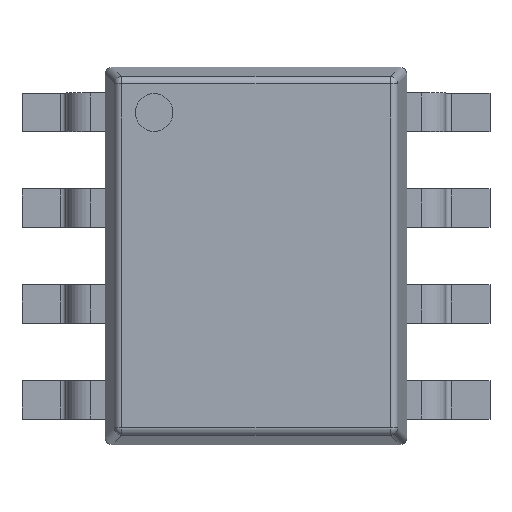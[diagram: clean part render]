
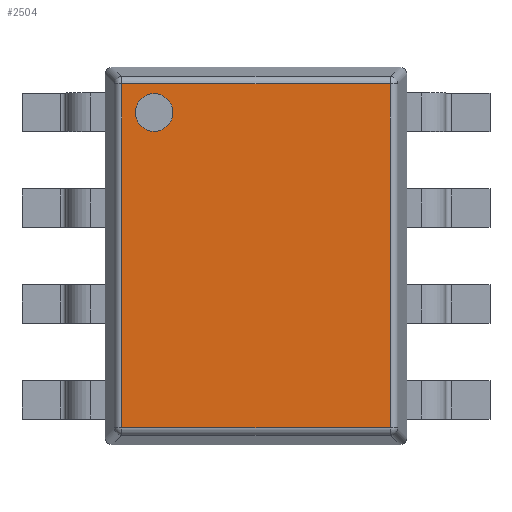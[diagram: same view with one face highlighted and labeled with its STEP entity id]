
A CAD part, top view. The second image highlights one B-rep face of the part: STEP entity #2504.
In plain terms, the highlighted planar face has unit normal (0, 0, 1).
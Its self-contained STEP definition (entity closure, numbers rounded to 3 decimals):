
#93=FACE_BOUND('',#362,.T.);
#106=PLANE('',#2784);
#211=FACE_OUTER_BOUND('',#361,.T.);
#361=EDGE_LOOP('',(#1745,#1746,#1747,#1748));
#362=EDGE_LOOP('',(#1749));
#518=LINE('',#3890,#783);
#519=LINE('',#3892,#784);
#520=LINE('',#3894,#785);
#521=LINE('',#3895,#786);
#783=VECTOR('',#3082,3.557);
#784=VECTOR('',#3083,4.557);
#785=VECTOR('',#3084,3.557);
#786=VECTOR('',#3085,4.557);
#1037=CIRCLE('',#2774,0.25);
#1127=VERTEX_POINT('',#3852);
#1141=VERTEX_POINT('',#3888);
#1142=VERTEX_POINT('',#3889);
#1143=VERTEX_POINT('',#3891);
#1144=VERTEX_POINT('',#3893);
#1361=EDGE_CURVE('',#1127,#1127,#1037,.T.);
#1378=EDGE_CURVE('',#1141,#1142,#518,.T.);
#1379=EDGE_CURVE('',#1142,#1143,#519,.T.);
#1380=EDGE_CURVE('',#1143,#1144,#520,.T.);
#1381=EDGE_CURVE('',#1144,#1141,#521,.T.);
#1745=ORIENTED_EDGE('',*,*,#1378,.T.);
#1746=ORIENTED_EDGE('',*,*,#1379,.T.);
#1747=ORIENTED_EDGE('',*,*,#1380,.T.);
#1748=ORIENTED_EDGE('',*,*,#1381,.T.);
#1749=ORIENTED_EDGE('',*,*,#1361,.F.);
#2504=ADVANCED_FACE('',(#211,#93),#106,.T.);
#2774=AXIS2_PLACEMENT_3D('',#3853,#3049,#3050);
#2784=AXIS2_PLACEMENT_3D('',#3887,#3080,#3081);
#3049=DIRECTION('center_axis',(0.,0.,1.));
#3050=DIRECTION('ref_axis',(1.,0.,0.));
#3080=DIRECTION('center_axis',(0.,0.,1.));
#3081=DIRECTION('ref_axis',(0.619,-0.785,0.));
#3082=DIRECTION('',(1.,0.,0.));
#3083=DIRECTION('',(0.,1.,0.));
#3084=DIRECTION('',(-1.,0.,0.));
#3085=DIRECTION('',(0.,-1.,0.));
#3852=CARTESIAN_POINT('',(-1.6,1.9,1.805));
#3853=CARTESIAN_POINT('Origin',(-1.35,1.9,1.805));
#3887=CARTESIAN_POINT('Origin',(-1.862,2.362,1.805));
#3888=CARTESIAN_POINT('',(-1.779,-2.279,1.805));
#3889=CARTESIAN_POINT('',(1.779,-2.279,1.805));
#3890=CARTESIAN_POINT('',(-1.779,-2.279,1.805));
#3891=CARTESIAN_POINT('',(1.779,2.279,1.805));
#3892=CARTESIAN_POINT('',(1.779,-2.279,1.805));
#3893=CARTESIAN_POINT('',(-1.779,2.279,1.805));
#3894=CARTESIAN_POINT('',(1.779,2.279,1.805));
#3895=CARTESIAN_POINT('',(-1.779,2.279,1.805));
